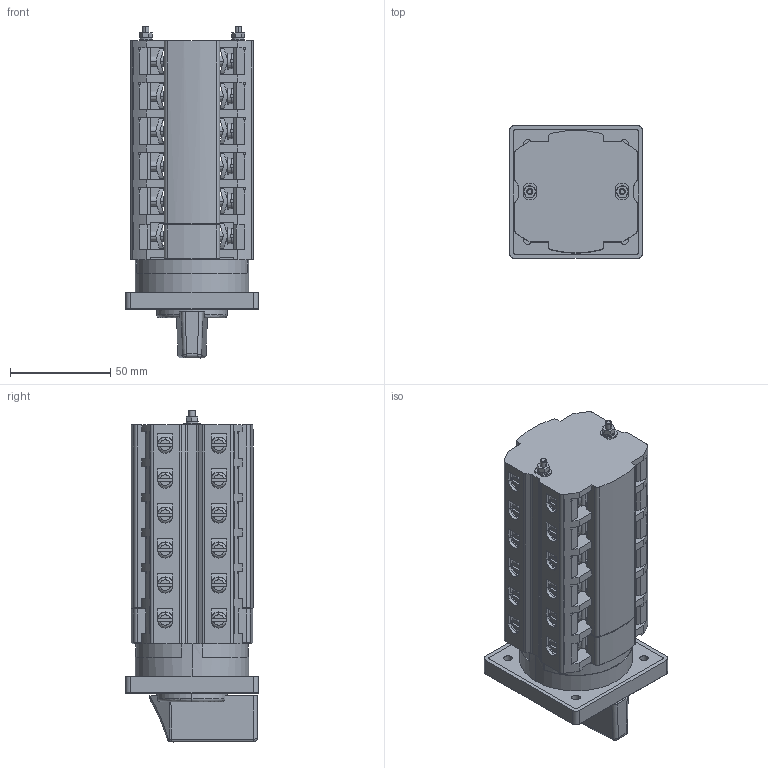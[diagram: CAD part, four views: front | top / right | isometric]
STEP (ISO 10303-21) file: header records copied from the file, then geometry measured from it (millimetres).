
FILE_DESCRIPTION((''),'2;1');
FILE_NAME('GHJ_ASM_1_1_ASM','2021-10-01T',('marketing.praksa'),('Audax d.o.o.'),'CREO PARAMETRIC BY PTC INC, 2017480','CREO PARAMETRIC BY PTC INC, 2017480','');
FILE_SCHEMA(('AUTOMOTIVE_DESIGN { 1 0 10303 214 1 1 1 1 }'));
Products named in the file (113): SCREW-X2_1_1_1_1_2_1_1_2_1; SCREW-X2_1_2_1_1_2_1_1_2_1; SCREW-X2_1_ASM_1_1_2_ASM_1_1_2__ASM; PRT9570_1_1_1_1_2_1_1_2_1; PRT9570_1_2_1_1_2_1_1_2_1; PRT9570_1_ASM_1_1_2_ASM_1_1_2_A_ASM; ELE-SCR_ASM_1_ASM_1_1_2_ASM_1_3_ASM; MEINA_1_1_1_1_2_1_1_2_1; MEINA_1_2_1_1_2_1_1_2_1; MEINA_1_ASM_1_1_2_ASM_1_1_2_ASM_ASM; PRT9571_1_1_1_1_2_1_1_2_1; PRT9571_1_2_1_1_2_1_1_2_1; PRT9571_1_ASM_1_1_2_ASM_1_1_2_A_ASM; COPPER-TOP_ASM_1_ASM_1_1_2_AS_3_ASM; COPPER-THING_1_1_1_1_2_1_1_2_1; COPPER-THING_1_2_1_1_2_1_1_2_1; COPPER-THING_1_ASM_1_1_2_ASM__3_ASM; PRT9572_1_1_1_1_2_1_1_2_1; PRT9572_1_2_1_1_2_1_1_2_1; PRT9572_1_ASM_1_1_2_ASM_1_1_2_A_ASM; COPPER-BOT_ASM_1_ASM_1_1_2_AS_3_ASM; BLACK-FRONT-SWITCH_1_1_1_1_1_2_; WHITE-1_1_1_1_1_1_2_1; PRT9569_1_1_1_1_1_2_1; MID_1_1_1_1_1_2_1; SCREW-X2_1_1_1_1_1_1_2_3_1; SCREW-X2_1_2_1_1_1_1_2_3_1; SCREW-X2_1_ASM_1_1_ASM_1_1_2_AS_ASM; PRT9570_1_1_1_1_1_1_2_3_1; PRT9570_1_2_1_1_1_1_2_3_1; PRT9570_1_ASM_1_1_ASM_1_1_2_ASM_ASM; ELE-SCR_ASM_1_ASM_1_1_ASM_1_1_1_ASM; MEINA_1_1_1_1_1_1_2_3_1; MEINA_1_2_1_1_1_1_2_3_1; MEINA_1_ASM_1_1_ASM_1_1_2_ASM_1_ASM; PRT9571_1_1_1_1_1_1_2_3_1; PRT9571_1_2_1_1_1_1_2_3_1; PRT9571_1_ASM_1_1_ASM_1_1_2_ASM_ASM; COPPER-TOP_ASM_1_ASM_1_1_ASM__3_ASM; COPPER-THING_1_1_1_1_1_1_2_3_1 ...
Assembly tree (118 placements, depth 4):
  GHJ_ASM_1_1_ASM
    ELE-SCR_ASM_1_ASM_1_1_2_ASM_1_3_ASM
      SCREW-X2_1_ASM_1_1_2_ASM_1_1_2__ASM
        SCREW-X2_1_1_1_1_2_1_1_2_1
        SCREW-X2_1_2_1_1_2_1_1_2_1
      PRT9570_1_ASM_1_1_2_ASM_1_1_2_A_ASM
        PRT9570_1_1_1_1_2_1_1_2_1
        PRT9570_1_2_1_1_2_1_1_2_1
    COPPER-TOP_ASM_1_ASM_1_1_2_AS_3_ASM
      MEINA_1_ASM_1_1_2_ASM_1_1_2_ASM_ASM
        MEINA_1_1_1_1_2_1_1_2_1
        MEINA_1_2_1_1_2_1_1_2_1
      PRT9571_1_ASM_1_1_2_ASM_1_1_2_A_ASM
        PRT9571_1_1_1_1_2_1_1_2_1
        PRT9571_1_2_1_1_2_1_1_2_1
    COPPER-BOT_ASM_1_ASM_1_1_2_AS_3_ASM
      COPPER-THING_1_ASM_1_1_2_ASM__3_ASM
        COPPER-THING_1_1_1_1_2_1_1_2_1
        COPPER-THING_1_2_1_1_2_1_1_2_1
      PRT9572_1_ASM_1_1_2_ASM_1_1_2_A_ASM
        PRT9572_1_1_1_1_2_1_1_2_1
        PRT9572_1_2_1_1_2_1_1_2_1
    BLACK-FRONT-SWITCH_1_1_1_1_1_2_
    WHITE-1_1_1_1_1_1_2_1
    PRT9569_1_1_1_1_1_2_1
    MID_1_1_1_1_1_2_1
    ELE-SCR_ASM_1_ASM_1_1_ASM_1_1_1_ASM  x2
      SCREW-X2_1_ASM_1_1_ASM_1_1_2_AS_ASM
        SCREW-X2_1_1_1_1_1_1_2_3_1
        SCREW-X2_1_2_1_1_1_1_2_3_1
      PRT9570_1_ASM_1_1_ASM_1_1_2_ASM_ASM
        PRT9570_1_1_1_1_1_1_2_3_1
        PRT9570_1_2_1_1_1_1_2_3_1
    COPPER-TOP_ASM_1_ASM_1_1_ASM__3_ASM  x2
      MEINA_1_ASM_1_1_ASM_1_1_2_ASM_1_ASM
        MEINA_1_1_1_1_1_1_2_3_1
        MEINA_1_2_1_1_1_1_2_3_1
      PRT9571_1_ASM_1_1_ASM_1_1_2_ASM_ASM
        PRT9571_1_1_1_1_1_1_2_3_1
        PRT9571_1_2_1_1_1_1_2_3_1
    COPPER-BOT_ASM_1_ASM_1_1_ASM__3_ASM  x2
      COPPER-THING_1_ASM_1_1_ASM_1__1_ASM
        COPPER-THING_1_1_1_1_1_1_2_3_1
        COPPER-THING_1_2_1_1_1_1_2_3_1
      PRT9572_1_ASM_1_1_ASM_1_1_2_ASM_ASM
        PRT9572_1_1_1_1_1_1_2_3_1
        PRT9572_1_2_1_1_1_1_2_3_1
    PRT9573_1_ASM_1_1_ASM_1_1_2_ASM_ASM
      PRT9573_1_1_1_1_1_1_2_1
      PRT9573_1_2_1_1_1_1_2_1
      PRT9573_1_3_1_1_1_1_2_1
    PS_40_TWO_BLOCKS_1_1_1_1_1_1__1
    BOT-SCRE2X_1_ASM_1_1_2_3_ASM__2_ASM
    ELE-SCR_ASM_1_ASM_1_1_2_3_ASM_3_ASM
      SCREW-X2_1_ASM_1_1_2_3_ASM_1_1__ASM
      PRT9570_1_ASM_1_1_2_3_ASM_1_1_A_ASM
    COPPER-TOP_ASM_1_ASM_1_1_2_3__2_ASM
      MEINA_1_ASM_1_1_2_3_ASM_1_1_ASM_ASM
      PRT9571_1_ASM_1_1_2_3_ASM_1_1_A_ASM
        PRT9571_1_1_1_1_2_3_1_1_1
Bounding box: 66.2 x 66.2 x 165.6 mm (x, y, z)
Volume: 281987.6 mm3; surface area: 157033.5 mm2
Topology: 87 solids, 87 shells, 4240 faces, 12001 edges, 7915 vertices
Faces by surface type: plane 3058, cylinder 842, torus 139, cone 113, bspline 60, extrusion 24, sphere 4
Entity records: 170876 total; most frequent: CARTESIAN_POINT 28820, ORIENTED_EDGE 21700, DIRECTION 20281, PRESENTATION_STYLE_ASSIGNMENT 10913, STYLED_ITEM 10913, CURVE_STYLE 10850, EDGE_CURVE 10850, VECTOR 8401
